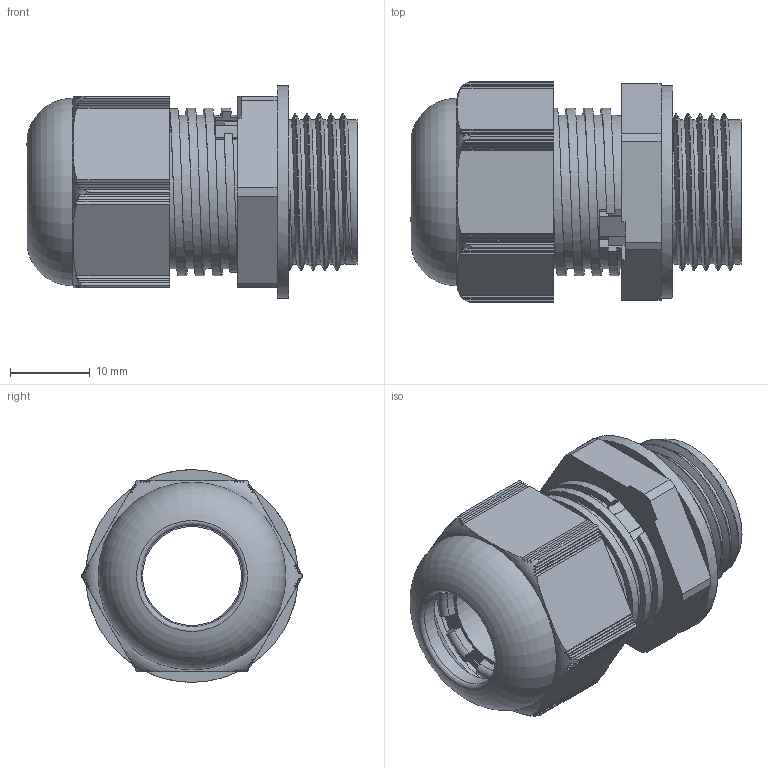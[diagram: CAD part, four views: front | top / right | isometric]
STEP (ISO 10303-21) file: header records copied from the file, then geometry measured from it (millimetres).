
FILE_DESCRIPTION(/* description */ (''),/* implementation_level */ '2;1');
FILE_NAME(/* name */ '12004300_DAE-MBF 20.stp',/* time_stamp */ '2018-07-05T14:22:36+02:00',/* author */ ('haertel'),/* organization */ ('Fa. Bopla'),/* preprocessor_version */ 'ST-DEVELOPER v16.13',/* originating_system */ 'Autodesk Inventor 2018',/* authorisation */ '');
FILE_SCHEMA (('AUTOMOTIVE_DESIGN { 1 0 10303 214 3 1 1 }'));
Length unit declared in the file: millimetre
Products named in the file (1): 12004300_DAE-MBF 20
Bounding box: 41.28 x 27.71 x 26.6 mm (x, y, z)
Volume: 9497.9 mm3; surface area: 10477.5 mm2
Topology: 2 solids, 3 shells, 464 faces, 1482 edges, 977 vertices
Faces by surface type: plane 350, cylinder 47, torus 30, cone 19, bspline 18
Full cylindrical faces by diameter (mm): 12.4 x1, 12.7 x1, 12.71 x1, 12.73 x1, 12.95 x1, 15.3 x1, 15.45 x1, 16.2 x2, 16.25 x1, 18.05 x5, 19 x2, 23.5 x1, 26.6 x1
Entity records: 26475 total; most frequent: CARTESIAN_POINT 12716, DIRECTION 2874, ORIENTED_EDGE 2866, EDGE_CURVE 1433, AXIS2_PLACEMENT_3D 1092, VERTEX_POINT 957, LINE 690, VECTOR 690
